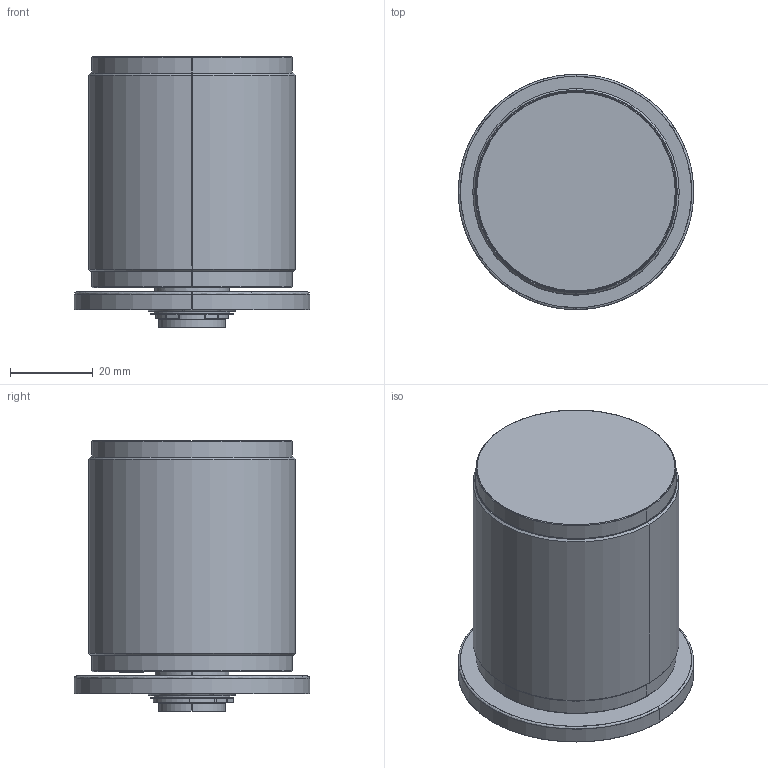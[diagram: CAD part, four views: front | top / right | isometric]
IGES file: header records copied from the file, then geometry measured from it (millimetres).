
Start section: SolidWorks IGES file using analytic representation for surfaces
Global section: file name: Door Knob.IGS; native system: SolidWorks 2018; preprocessor: SolidWorks 2018; author: tim; date: 200421.191640; units: millimetre
Bounding box: 57 x 57 x 65.6 mm (x, y, z)
Surface area: 69363.3 mm2 (no closed solid volume)
Topology: 0 solids, 0 shells, 945 faces, 11546 edges, 11544 vertices
Faces by surface type: bspline 752, revolution 193
